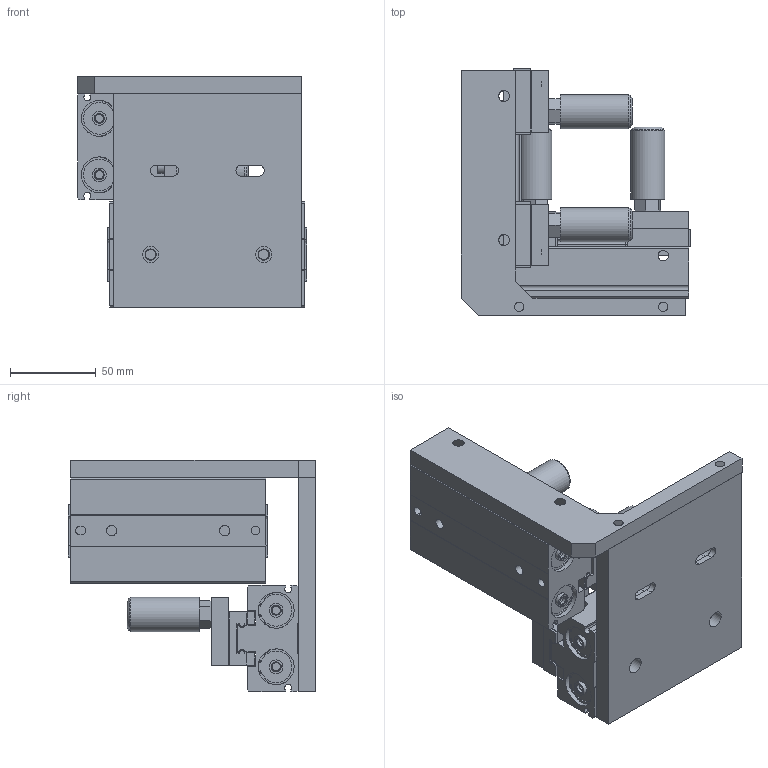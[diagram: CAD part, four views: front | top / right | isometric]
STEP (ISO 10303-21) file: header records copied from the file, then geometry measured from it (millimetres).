
FILE_DESCRIPTION (( 'STEP AP203' ), '1' );
FILE_NAME ('240104 STEP 9082.STEP', '2024-01-04T09:32:25', ( '' ), ( '' ), 'SwSTEP 2.0', 'SolidWorks 2022', '' );
FILE_SCHEMA (( 'CONFIG_CONTROL_DESIGN' ));
Length unit declared in the file: millimetre
Products named in the file (1): 240104 STEP 9082
Bounding box: 134.2 x 144.2 x 135 mm (x, y, z)
Surface area: 158556.5 mm2 (no closed solid volume)
Topology: 0 solids, 27 shells, 402 faces, 1318 edges, 921 vertices
Faces by surface type: plane 288, cylinder 98, cone 12, torus 4
Full cylindrical faces by diameter (mm): 0.798 x5, 5 x5, 6 x16, 7.5 x8, 8 x4, 9 x3, 9.5 x2, 15 x3, 17 x3, 20 x4, 21 x8
Entity records: 14016 total; most frequent: CARTESIAN_POINT 2541, DIRECTION 2384, ORIENTED_EDGE 2013, EDGE_CURVE 1229, VERTEX_POINT 909, VECTOR 880, LINE 880, AXIS2_PLACEMENT_3D 752
